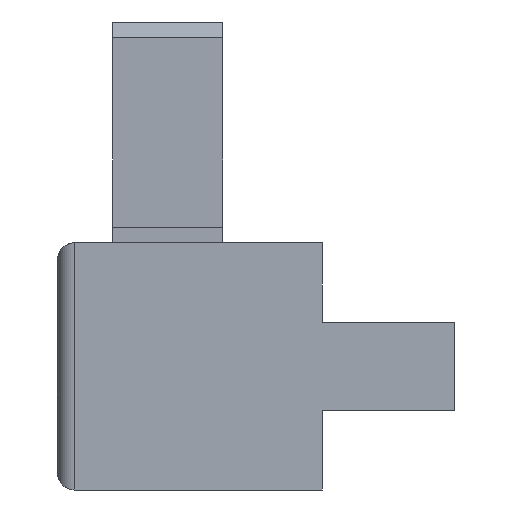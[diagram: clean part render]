
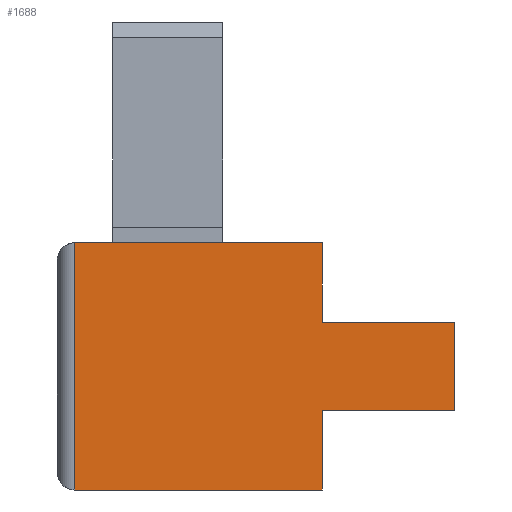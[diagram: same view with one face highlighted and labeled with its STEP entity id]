
A CAD part, left-side view. The second image highlights one B-rep face of the part: STEP entity #1688.
In plain terms, the highlighted planar face has unit normal (-1, 0, 0).
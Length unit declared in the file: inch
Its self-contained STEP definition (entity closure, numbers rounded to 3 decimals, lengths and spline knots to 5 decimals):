
#33 = CARTESIAN_POINT ( 'NONE',  ( -0.25394, 0.19685, 0.22047 ) ) ;
#81 = VERTEX_POINT ( 'NONE', #3975 ) ;
#184 = VECTOR ( 'NONE', #1900, 39.37008 ) ;
#263 = LINE ( 'NONE', #571, #2998 ) ;
#324 = VERTEX_POINT ( 'NONE', #401 ) ;
#394 = CARTESIAN_POINT ( 'NONE',  ( -0.25394, -0.15748, 0.14961 ) ) ;
#401 = CARTESIAN_POINT ( 'NONE',  ( -0.25394, -0.03937, 0. ) ) ;
#440 = EDGE_CURVE ( 'NONE', #920, #3430, #2378, .T. ) ;
#462 = DIRECTION ( 'NONE',  ( 0., 0., -1. ) ) ;
#548 = LINE ( 'NONE', #787, #699 ) ;
#570 = VECTOR ( 'NONE', #917, 39.37008 ) ;
#571 = CARTESIAN_POINT ( 'NONE',  ( -0.25394, -0.15748, 0.07087 ) ) ;
#622 = DIRECTION ( 'NONE',  ( 0., 0., -1. ) ) ;
#682 = LINE ( 'NONE', #2947, #184 ) ;
#699 = VECTOR ( 'NONE', #742, 39.37008 ) ;
#727 = EDGE_LOOP ( 'NONE', ( #3546, #3677, #834, #1004, #2704, #817, #2588, #799 ) ) ;
#742 = DIRECTION ( 'NONE',  ( 0., 0., -1. ) ) ;
#746 = CARTESIAN_POINT ( 'NONE',  ( -0.25394, -0.03937, 0.22047 ) ) ;
#787 = CARTESIAN_POINT ( 'NONE',  ( -0.25394, -0.03937, 0. ) ) ;
#799 = ORIENTED_EDGE ( 'NONE', *, *, #1594, .F. ) ;
#817 = ORIENTED_EDGE ( 'NONE', *, *, #3797, .T. ) ;
#834 = ORIENTED_EDGE ( 'NONE', *, *, #3487, .F. ) ;
#901 = FACE_OUTER_BOUND ( 'NONE', #727, .T. ) ;
#917 = DIRECTION ( 'NONE',  ( 0., -1., 0. ) ) ;
#920 = VERTEX_POINT ( 'NONE', #394 ) ;
#1004 = ORIENTED_EDGE ( 'NONE', *, *, #2120, .F. ) ;
#1087 = AXIS2_PLACEMENT_3D ( 'NONE', #33, #3810, #3749 ) ;
#1104 = VECTOR ( 'NONE', #1139, 39.37008 ) ;
#1139 = DIRECTION ( 'NONE',  ( 0., -1., 0. ) ) ;
#1215 = CARTESIAN_POINT ( 'NONE',  ( -0.25394, 0.1811, 0.22047 ) ) ;
#1256 = VERTEX_POINT ( 'NONE', #2466 ) ;
#1543 = VECTOR ( 'NONE', #622, 39.37008 ) ;
#1589 = CARTESIAN_POINT ( 'NONE',  ( -0.25394, 0.19685, 0.22047 ) ) ;
#1594 = EDGE_CURVE ( 'NONE', #3430, #81, #263, .T. ) ;
#1688 = ADVANCED_FACE ( 'NONE', ( #901 ), #2152, .F. ) ;
#1792 = VERTEX_POINT ( 'NONE', #1902 ) ;
#1836 = LINE ( 'NONE', #1215, #3270 ) ;
#1900 = DIRECTION ( 'NONE',  ( 0., -1., 0. ) ) ;
#1902 = CARTESIAN_POINT ( 'NONE',  ( -0.25394, -0.03937, 0.22047 ) ) ;
#1996 = LINE ( 'NONE', #3966, #1104 ) ;
#2002 = VERTEX_POINT ( 'NONE', #2992 ) ;
#2112 = EDGE_CURVE ( 'NONE', #1256, #3936, #1836, .T. ) ;
#2120 = EDGE_CURVE ( 'NONE', #1256, #1792, #2230, .T. ) ;
#2152 = PLANE ( 'NONE',  #1087 ) ;
#2230 = LINE ( 'NONE', #1589, #570 ) ;
#2378 = LINE ( 'NONE', #3146, #1543 ) ;
#2466 = CARTESIAN_POINT ( 'NONE',  ( -0.25394, 0.1811, 0.22047 ) ) ;
#2588 = ORIENTED_EDGE ( 'NONE', *, *, #2731, .F. ) ;
#2704 = ORIENTED_EDGE ( 'NONE', *, *, #2112, .T. ) ;
#2731 = EDGE_CURVE ( 'NONE', #81, #324, #548, .T. ) ;
#2763 = CARTESIAN_POINT ( 'NONE',  ( -0.25394, 0.1811, 0. ) ) ;
#2884 = VECTOR ( 'NONE', #462, 39.37008 ) ;
#2947 = CARTESIAN_POINT ( 'NONE',  ( -0.25394, 0.19685, 0. ) ) ;
#2955 = LINE ( 'NONE', #746, #2884 ) ;
#2992 = CARTESIAN_POINT ( 'NONE',  ( -0.25394, -0.03937, 0.14961 ) ) ;
#2998 = VECTOR ( 'NONE', #3704, 39.37008 ) ;
#3146 = CARTESIAN_POINT ( 'NONE',  ( -0.25394, -0.15748, 0.22047 ) ) ;
#3270 = VECTOR ( 'NONE', #3475, 39.37008 ) ;
#3430 = VERTEX_POINT ( 'NONE', #3481 ) ;
#3475 = DIRECTION ( 'NONE',  ( 0., 0., -1. ) ) ;
#3481 = CARTESIAN_POINT ( 'NONE',  ( -0.25394, -0.15748, 0.07087 ) ) ;
#3487 = EDGE_CURVE ( 'NONE', #1792, #2002, #2955, .T. ) ;
#3498 = EDGE_CURVE ( 'NONE', #2002, #920, #1996, .T. ) ;
#3546 = ORIENTED_EDGE ( 'NONE', *, *, #440, .F. ) ;
#3677 = ORIENTED_EDGE ( 'NONE', *, *, #3498, .F. ) ;
#3704 = DIRECTION ( 'NONE',  ( 0., 1., 0. ) ) ;
#3749 = DIRECTION ( 'NONE',  ( 0., 1., 0. ) ) ;
#3797 = EDGE_CURVE ( 'NONE', #3936, #324, #682, .T. ) ;
#3810 = DIRECTION ( 'NONE',  ( 1., 0., 0. ) ) ;
#3936 = VERTEX_POINT ( 'NONE', #2763 ) ;
#3966 = CARTESIAN_POINT ( 'NONE',  ( -0.25394, -0.03937, 0.14961 ) ) ;
#3975 = CARTESIAN_POINT ( 'NONE',  ( -0.25394, -0.03937, 0.07087 ) ) ;
